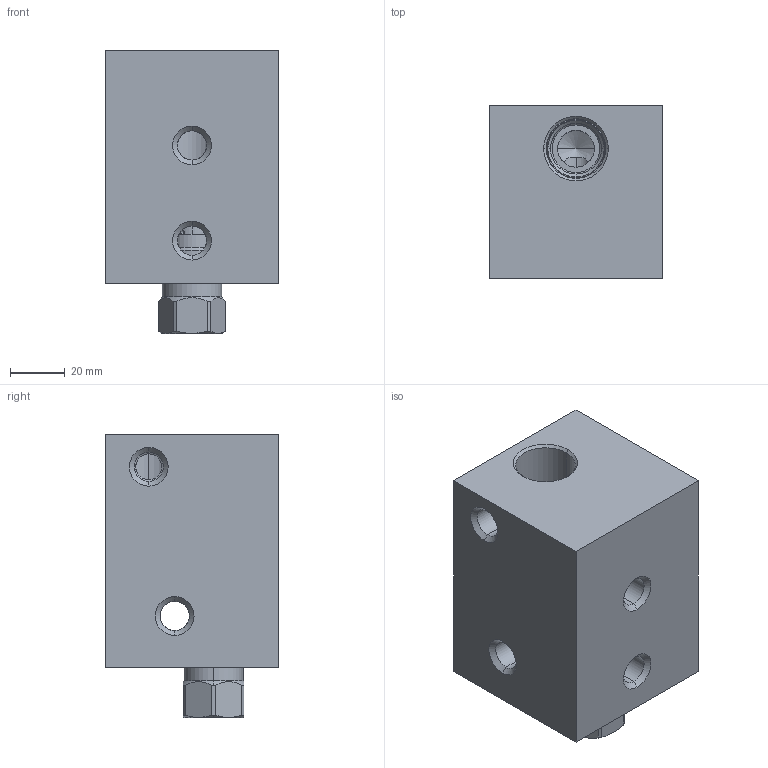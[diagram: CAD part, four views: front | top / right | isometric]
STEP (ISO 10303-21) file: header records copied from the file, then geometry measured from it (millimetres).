
FILE_DESCRIPTION((''),'2;1');
FILE_NAME('E7A_ASM','2023-10-17T',('ProEService'),(''),'PRO/ENGINEER BY PARAMETRIC TECHNOLOGY CORPORATION, 2014200','PRO/ENGINEER BY PARAMETRIC TECHNOLOGY CORPORATION, 2014200','');
FILE_SCHEMA(('CONFIG_CONTROL_DESIGN'));
Length unit declared in the file: inch
Products named in the file (3): 151-090-001; CXDAXCN; E7A_ASM
Assembly tree (2 placements, depth 2):
  E7A_ASM
    151-090-001
    CXDAXCN
Bounding box: 63.5 x 63.5 x 103.99 mm (x, y, z)
Volume: 315611.7 mm3; surface area: 46177.5 mm2
Topology: 4 solids, 4 shells, 220 faces, 728 edges, 610 vertices
Faces by surface type: cylinder 91, cone 59, plane 31, torus 20, bspline 11, revolution 8
Entity records: 13992 total; most frequent: CARTESIAN_POINT 7785, DIRECTION 1276, ORIENTED_EDGE 1052, EDGE_CURVE 526, AXIS2_PLACEMENT_3D 448, VECTOR 372, LINE 372, VERTEX_POINT 325
